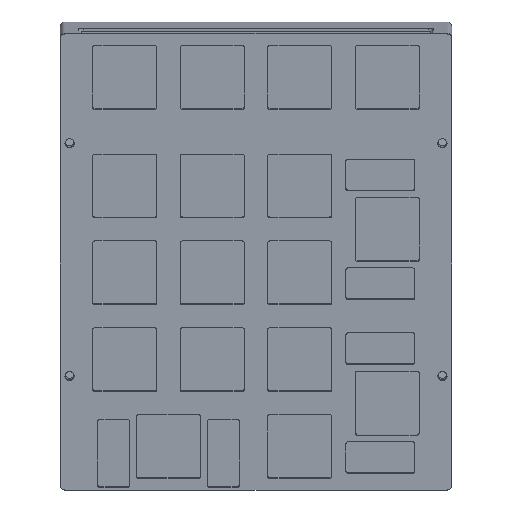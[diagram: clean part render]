
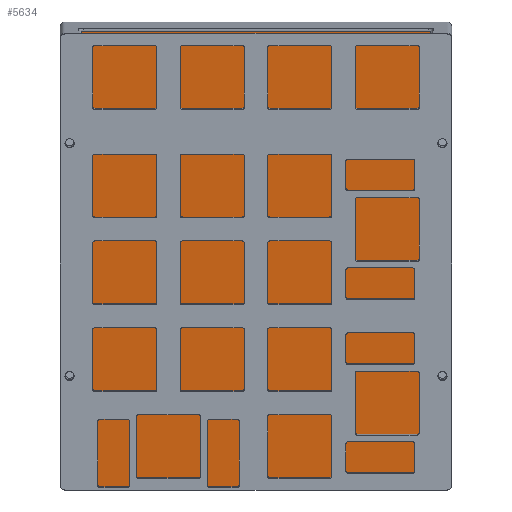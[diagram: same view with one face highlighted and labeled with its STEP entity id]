
A CAD part, top view. The second image highlights one B-rep face of the part: STEP entity #5634.
In plain terms, the highlighted planar face has unit normal (0, -0.122, 0.993).
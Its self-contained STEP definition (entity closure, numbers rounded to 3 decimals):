
#258=PLANE('',#6232);
#537=FACE_OUTER_BOUND('',#888,.T.);
#888=EDGE_LOOP('',(#5211,#5212,#5213,#5214));
#1411=LINE('',#9645,#1942);
#1414=LINE('',#9651,#1945);
#1417=LINE('',#9657,#1948);
#1420=LINE('',#9661,#1951);
#1942=VECTOR('',#7870,10.);
#1945=VECTOR('',#7875,10.);
#1948=VECTOR('',#7880,10.);
#1951=VECTOR('',#7885,10.);
#2762=VERTEX_POINT('',#9642);
#2763=VERTEX_POINT('',#9644);
#2765=VERTEX_POINT('',#9650);
#2767=VERTEX_POINT('',#9656);
#3575=EDGE_CURVE('',#2763,#2762,#1411,.T.);
#3578=EDGE_CURVE('',#2765,#2763,#1414,.T.);
#3581=EDGE_CURVE('',#2767,#2765,#1417,.T.);
#3584=EDGE_CURVE('',#2762,#2767,#1420,.T.);
#5211=ORIENTED_EDGE('',*,*,#3584,.T.);
#5212=ORIENTED_EDGE('',*,*,#3581,.T.);
#5213=ORIENTED_EDGE('',*,*,#3578,.T.);
#5214=ORIENTED_EDGE('',*,*,#3575,.T.);
#5634=ADVANCED_FACE('',(#537),#258,.T.);
#6232=AXIS2_PLACEMENT_3D('',#9662,#7886,#7887);
#7870=DIRECTION('',(0.,-0.993,-0.122));
#7875=DIRECTION('',(-1.,0.,0.));
#7880=DIRECTION('',(0.,0.993,0.122));
#7885=DIRECTION('',(1.,0.,0.));
#7886=DIRECTION('center_axis',(0.,-0.122,0.993));
#7887=DIRECTION('ref_axis',(1.,0.,0.));
#9642=CARTESIAN_POINT('',(0.,-101.023,4.917));
#9644=CARTESIAN_POINT('',(0.,-1.756,17.106));
#9645=CARTESIAN_POINT('',(0.,-101.023,4.917));
#9650=CARTESIAN_POINT('',(76.2,-1.756,17.106));
#9651=CARTESIAN_POINT('',(0.,-1.756,17.106));
#9656=CARTESIAN_POINT('',(76.2,-101.023,4.917));
#9657=CARTESIAN_POINT('',(76.2,-101.023,4.917));
#9661=CARTESIAN_POINT('',(0.,-101.023,4.917));
#9662=CARTESIAN_POINT('Origin',(38.1,-51.389,11.012));
